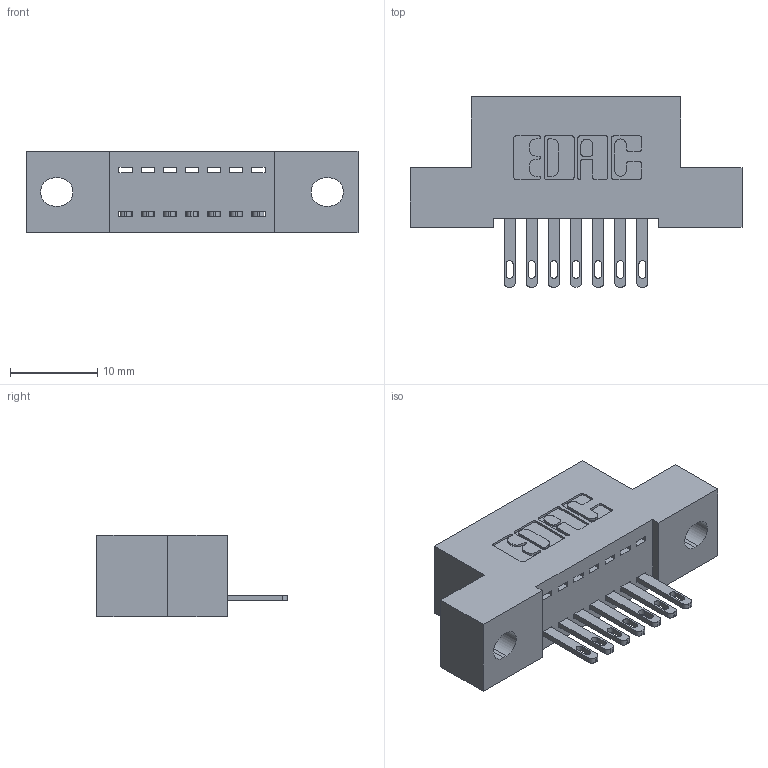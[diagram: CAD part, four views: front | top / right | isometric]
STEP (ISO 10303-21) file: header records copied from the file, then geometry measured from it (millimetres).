
FILE_DESCRIPTION (( 'STEP AP203' ), '1' );
FILE_NAME ('892-007-500-102.STEP', '2020-09-21T12:32:52', ( '' ), ( '' ), 'SwSTEP 2.0', 'SolidWorks 2020', '' );
FILE_SCHEMA (( 'CONFIG_CONTROL_DESIGN' ));
Length unit declared in the file: inch
Products named in the file (3): 892-007-500-102; 345-292-001_345-293-100; 842 Part_.128 Slot
Assembly tree (8 placements, depth 2):
  892-007-500-102
    842 Part_.128 Slot
    345-292-001_345-293-100  x7
Bounding box: 38.1 x 21.85 x 9.4 mm (x, y, z)
Volume: 3163.9 mm3; surface area: 3765.9 mm2
Topology: 8 solids, 8 shells, 492 faces, 1487 edges, 990 vertices
Faces by surface type: plane 322, cylinder 170
Entity records: 8739 total; most frequent: CARTESIAN_POINT 1519, ORIENTED_EDGE 1462, DIRECTION 1353, EDGE_CURVE 731, LINE 599, VECTOR 599, VERTEX_POINT 486, AXIS2_PLACEMENT_3D 377
